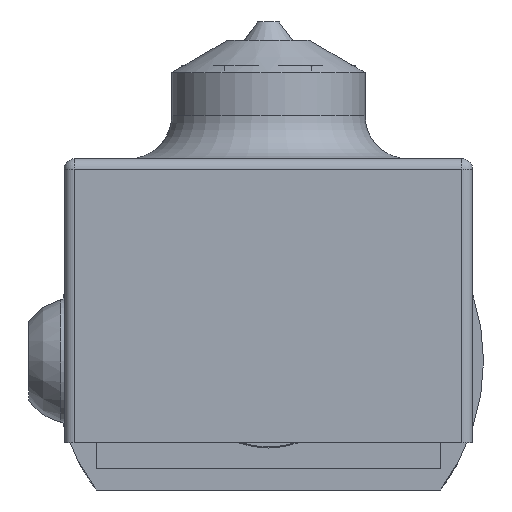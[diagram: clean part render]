
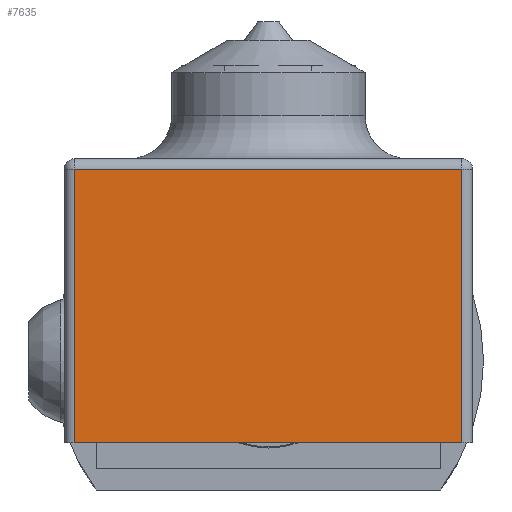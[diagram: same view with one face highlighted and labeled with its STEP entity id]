
A CAD part, front view. The second image highlights one B-rep face of the part: STEP entity #7635.
In plain terms, the highlighted planar face has unit normal (0, -1, 0).
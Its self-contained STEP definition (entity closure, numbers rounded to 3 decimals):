
#677=PLANE('',#8434);
#1094=FACE_OUTER_BOUND('',#1597,.T.);
#1597=EDGE_LOOP('',(#6804,#6805,#6806,#6807));
#2398=LINE('',#27873,#2860);
#2401=LINE('',#27898,#2863);
#2404=LINE('',#27902,#2866);
#2413=LINE('',#27926,#2875);
#2860=VECTOR('',#10111,10.);
#2863=VECTOR('',#10138,10.);
#2866=VECTOR('',#10143,10.);
#2875=VECTOR('',#10172,10.);
#3593=VERTEX_POINT('',#27862);
#3596=VERTEX_POINT('',#27869);
#3605=VERTEX_POINT('',#27891);
#3607=VERTEX_POINT('',#27896);
#4664=EDGE_CURVE('',#3593,#3596,#2398,.T.);
#4675=EDGE_CURVE('',#3607,#3605,#2401,.T.);
#4678=EDGE_CURVE('',#3605,#3593,#2404,.T.);
#4691=EDGE_CURVE('',#3596,#3607,#2413,.T.);
#6804=ORIENTED_EDGE('',*,*,#4664,.F.);
#6805=ORIENTED_EDGE('',*,*,#4678,.F.);
#6806=ORIENTED_EDGE('',*,*,#4675,.F.);
#6807=ORIENTED_EDGE('',*,*,#4691,.F.);
#7635=ADVANCED_FACE('',(#1094),#677,.T.);
#8434=AXIS2_PLACEMENT_3D('',#27925,#10170,#10171);
#10111=DIRECTION('',(0.,0.,-1.));
#10138=DIRECTION('',(0.,0.,1.));
#10143=DIRECTION('',(1.,0.,0.));
#10170=DIRECTION('center_axis',(0.,-1.,0.));
#10171=DIRECTION('ref_axis',(-1.,0.,0.));
#10172=DIRECTION('',(-1.,0.,0.));
#27862=CARTESIAN_POINT('',(17.,-2.5,13.9));
#27869=CARTESIAN_POINT('',(17.,-2.5,1.2));
#27873=CARTESIAN_POINT('',(17.,-2.5,13.2));
#27891=CARTESIAN_POINT('',(-1.,-2.5,13.9));
#27896=CARTESIAN_POINT('',(-1.,-2.5,1.2));
#27898=CARTESIAN_POINT('',(-1.,-2.5,13.2));
#27902=CARTESIAN_POINT('',(12.75,-2.5,13.9));
#27925=CARTESIAN_POINT('Origin',(17.5,-2.5,13.2));
#27926=CARTESIAN_POINT('',(17.5,-2.5,1.2));
